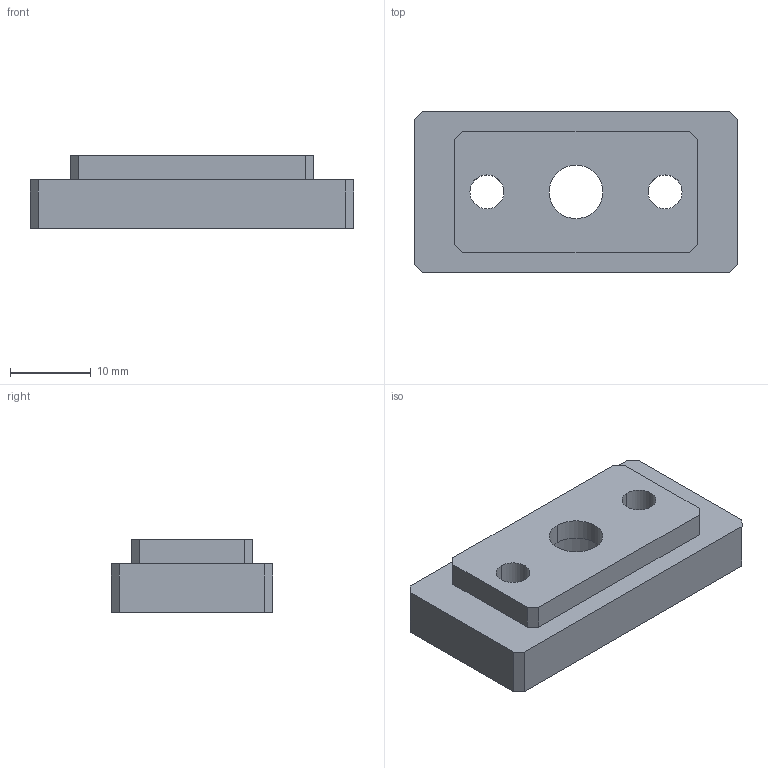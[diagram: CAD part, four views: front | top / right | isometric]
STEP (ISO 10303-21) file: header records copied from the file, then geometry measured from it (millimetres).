
FILE_DESCRIPTION (( 'STEP AP214' ), '1' );
FILE_NAME ('ALTI_USI_99-support universel.STEP', '2020-03-31T16:34:02', ( '' ), ( '' ), 'SwSTEP 2.0', 'SolidWorks 2016', '' );
FILE_SCHEMA (( 'AUTOMOTIVE_DESIGN' ));
Length unit declared in the file: millimetre
Products named in the file (1): ALTI_USI_99-support universel
Bounding box: 40 x 20 x 9 mm (x, y, z)
Volume: 5182.9 mm3; surface area: 2947 mm2
Topology: 1 solids, 1 shells, 34 faces, 84 edges, 54 vertices
Faces by surface type: plane 20, cylinder 8, cone 6
Entity records: 1092 total; most frequent: DIRECTION 176, CARTESIAN_POINT 173, ORIENTED_EDGE 168, EDGE_CURVE 84, VECTOR 62, LINE 62, AXIS2_PLACEMENT_3D 57, VERTEX_POINT 54
